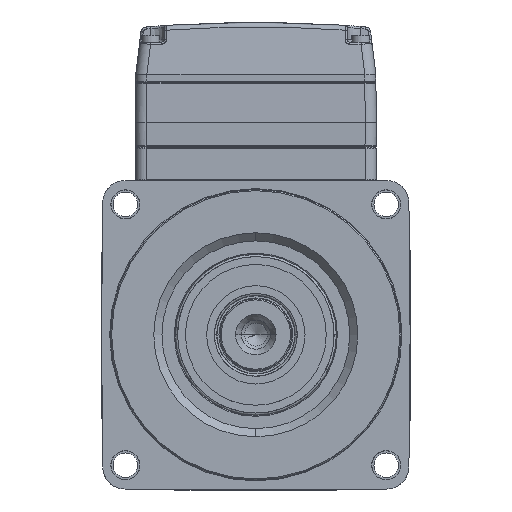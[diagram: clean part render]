
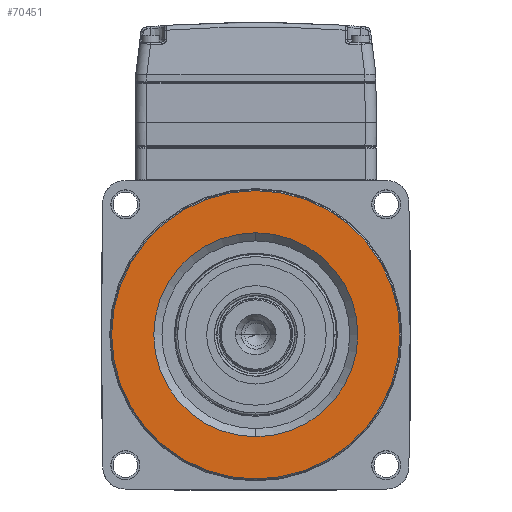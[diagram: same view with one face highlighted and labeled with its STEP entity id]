
A CAD part, top view. The second image highlights one B-rep face of the part: STEP entity #70451.
In plain terms, the highlighted planar face has unit normal (0, 0, -1).
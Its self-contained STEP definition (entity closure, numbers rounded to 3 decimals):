
#4981=CARTESIAN_POINT('',(0.,0.,3.5));
#4982=DIRECTION('',(0.,0.,-1.));
#4983=DIRECTION('',(0.,1.,0.));
#4984=AXIS2_PLACEMENT_3D('',#4981,#4982,#4983);
#4986=CARTESIAN_POINT('',(0.,0.,3.5));
#4987=DIRECTION('',(0.,0.,-1.));
#4988=DIRECTION('',(0.,-1.,0.));
#4989=AXIS2_PLACEMENT_3D('',#4986,#4987,#4988);
#4991=CARTESIAN_POINT('',(0.,0.,3.5));
#4992=DIRECTION('',(0.,0.,1.));
#4993=DIRECTION('',(0.,1.,0.));
#4994=AXIS2_PLACEMENT_3D('',#4991,#4992,#4993);
#4996=CARTESIAN_POINT('',(0.,0.,3.5));
#4997=DIRECTION('',(0.,0.,1.));
#4998=DIRECTION('',(0.,-1.,0.));
#4999=AXIS2_PLACEMENT_3D('',#4996,#4997,#4998);
#51119=CARTESIAN_POINT('',(0.,45.63,3.5));
#51120=CARTESIAN_POINT('',(0.,-45.63,3.5));
#51121=VERTEX_POINT('',#51119);
#51122=VERTEX_POINT('',#51120);
#51123=CARTESIAN_POINT('',(0.,64.5,3.5));
#51124=CARTESIAN_POINT('',(0.,-64.5,3.5));
#51125=VERTEX_POINT('',#51123);
#51126=VERTEX_POINT('',#51124);
#70435=CARTESIAN_POINT('',(0.,0.,3.5));
#70436=DIRECTION('',(0.,0.,1.));
#70437=DIRECTION('',(0.,1.,0.));
#70438=AXIS2_PLACEMENT_3D('',#70435,#70436,#70437);
#70439=PLANE('',#70438);
#70441=ORIENTED_EDGE('',*,*,#70440,.F.);
#70443=ORIENTED_EDGE('',*,*,#70442,.F.);
#70444=EDGE_LOOP('',(#70441,#70443));
#70445=FACE_OUTER_BOUND('',#70444,.F.);
#70446=ORIENTED_EDGE('',*,*,#70425,.F.);
#70448=ORIENTED_EDGE('',*,*,#70447,.F.);
#70449=EDGE_LOOP('',(#70446,#70448));
#70450=FACE_BOUND('',#70449,.F.);
#70451=ADVANCED_FACE('',(#70445,#70450),#70439,.F.);
#4985=CIRCLE('',#4984,64.5);
#4990=CIRCLE('',#4989,64.5);
#4995=CIRCLE('',#4994,45.63);
#5000=CIRCLE('',#4999,45.63);
#70425=EDGE_CURVE('',#51121,#51122,#4995,.T.);
#70440=EDGE_CURVE('',#51125,#51126,#4985,.T.);
#70442=EDGE_CURVE('',#51126,#51125,#4990,.T.);
#70447=EDGE_CURVE('',#51122,#51121,#5000,.T.);
